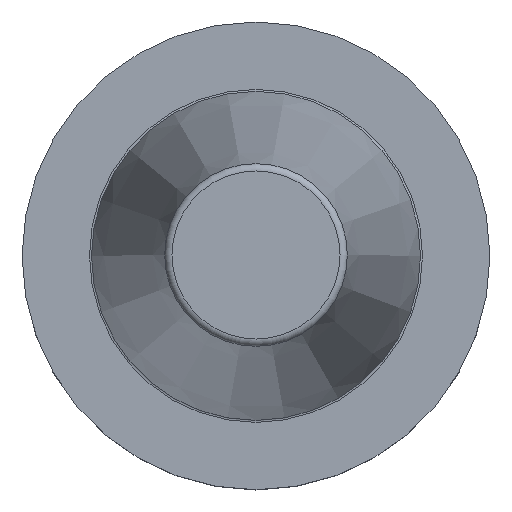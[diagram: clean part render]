
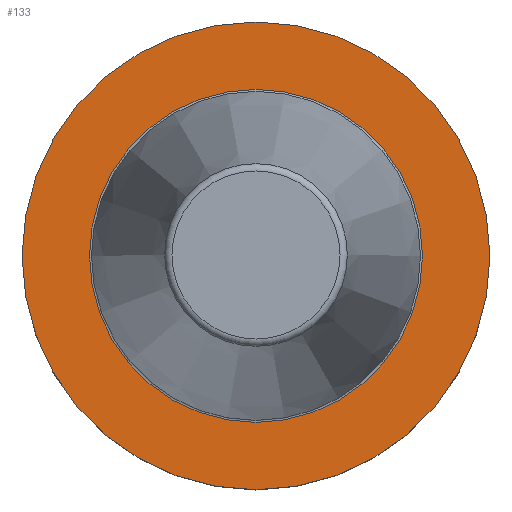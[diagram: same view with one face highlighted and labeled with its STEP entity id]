
A CAD part, top view. The second image highlights one B-rep face of the part: STEP entity #133.
In plain terms, the highlighted planar face has unit normal (0, 0, 1).
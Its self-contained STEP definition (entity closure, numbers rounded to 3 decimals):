
#95=PLANE('',#526);
#133=ADVANCED_FACE('',(#175,#176),#95,.T.);
#175=FACE_BOUND('',#223,.T.);
#176=FACE_BOUND('',#224,.T.);
#223=EDGE_LOOP('',(#283));
#224=EDGE_LOOP('',(#284));
#283=ORIENTED_EDGE('',*,*,#415,.T.);
#284=ORIENTED_EDGE('',*,*,#414,.F.);
#374=VERTEX_POINT('',#745);
#375=VERTEX_POINT('',#748);
#414=EDGE_CURVE('',#374,#374,#462,.T.);
#415=EDGE_CURVE('',#375,#375,#463,.T.);
#462=CIRCLE('',#523,22.6);
#463=CIRCLE('',#525,31.75);
#523=AXIS2_PLACEMENT_3D('',#744,#599,#600);
#525=AXIS2_PLACEMENT_3D('',#747,#603,#604);
#526=AXIS2_PLACEMENT_3D('',#749,#605,#606);
#599=DIRECTION('',(0.,0.,1.));
#600=DIRECTION('',(-1.,0.,0.));
#603=DIRECTION('',(0.,0.,1.));
#604=DIRECTION('',(-1.,0.,0.));
#605=DIRECTION('',(0.,0.,1.));
#606=DIRECTION('',(-1.,0.,0.));
#744=CARTESIAN_POINT('',(0.,0.,-3.25));
#745=CARTESIAN_POINT('',(-22.6,0.,-3.25));
#747=CARTESIAN_POINT('',(0.,0.,-3.25));
#748=CARTESIAN_POINT('',(-31.75,0.,-3.25));
#749=CARTESIAN_POINT('',(0.,-22.6,-3.25));
